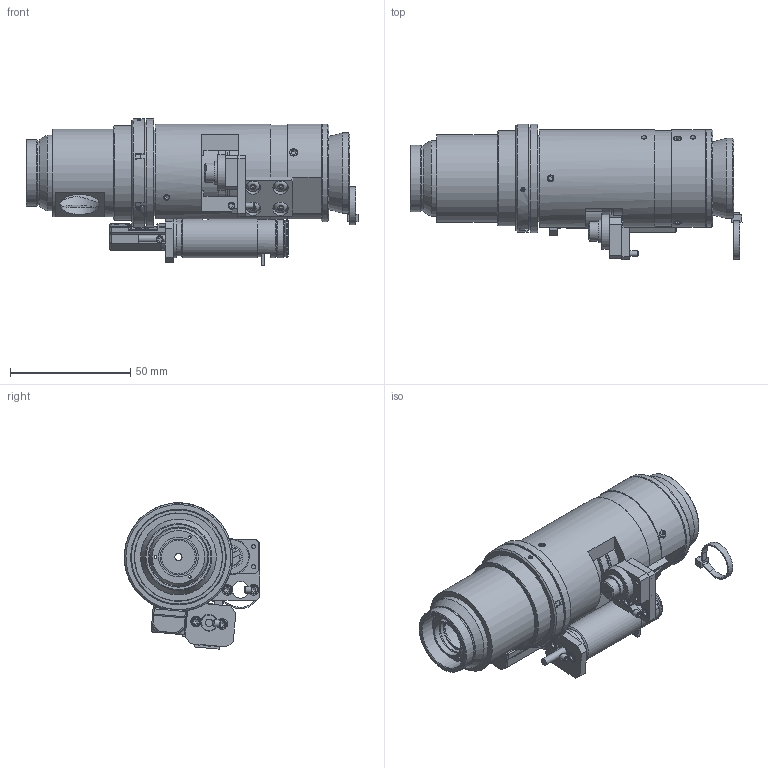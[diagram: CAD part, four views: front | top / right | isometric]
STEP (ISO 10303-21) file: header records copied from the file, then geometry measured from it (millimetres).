
FILE_DESCRIPTION(/* description */ ('MOUNT, ZOOM'),/* implementation_level */ '2;1');
FILE_NAME(/* name */ '62319_0.stp',/* time_stamp */ '2015-03-26T16:07:46-04:00',/* author */ ('PODLENA'),/* organization */ ('NAVITAR'),/* preprocessor_version */ 'ST-DEVELOPER v15.6',/* originating_system */ 'Autodesk Inventor 2015',/* authorisation */ '');
FILE_SCHEMA (('AUTOMOTIVE_DESIGN { 1 0 10303 214 3 1 1 }'));
Length unit declared in the file: inch
Products named in the file (50): 60404; 62321; 64288; 62325; 64287; 7007; 60398; 7036; 7040; 7004; 7108; 60400; 7183; 60064; 62327; 7015; 62328; 62329; 7448; 7449; 7474; 60448; 5402; 7008; 60128; 60127; 60447; 62331; 62538; 60976; 64002; A1120ELHLT-T; CAPC2012X140N, 004-00000476_0_1UF-50V-80_20_-0805-ROHS_41; CAPMP3216N, 004-00000477_1UF-16V-20_-3216-16-ROHS_6; 64003; 62326; 62804; 10036; 62564; 62565 ...
Bounding box: 138.01 x 56.29 x 60.77 mm (x, y, z)
Volume: 96077.9 mm3; surface area: 85666.8 mm2
Topology: 71 solids, 75 shells, 1585 faces, 3877 edges, 2528 vertices
Faces by surface type: plane 938, cylinder 376, cone 134, bspline 100, sphere 29, torus 8
Full cylindrical faces by diameter (mm): 0.35 x5, 0.508 x4, 1.016 x7, 1.702 x19, 1.93 x2, 2.159 x15, 2.184 x34, 2.286 x2, 2.54 x1, 2.692 x13, 2.845 x17, 2.997 x3, 3.175 x4, 3.302 x4, 3.454 x2, 3.556 x8, 3.785 x1, 4.166 x4, 4.267 x6, 4.47 x3, 4.75 x2, 4.757 x1, 5.537 x1, 6.35 x7, 7.01 x2, 7.036 x1, 7.938 x1, 9.525 x3, 10.16 x2, 13.97 x1
Entity records: 35363 total; most frequent: CARTESIAN_POINT 9448, DIRECTION 4877, ORIENTED_EDGE 4758, EDGE_CURVE 2382, AXIS2_PLACEMENT_3D 1727, VERTEX_POINT 1711, EDGE_LOOP 1602, LINE 1423
